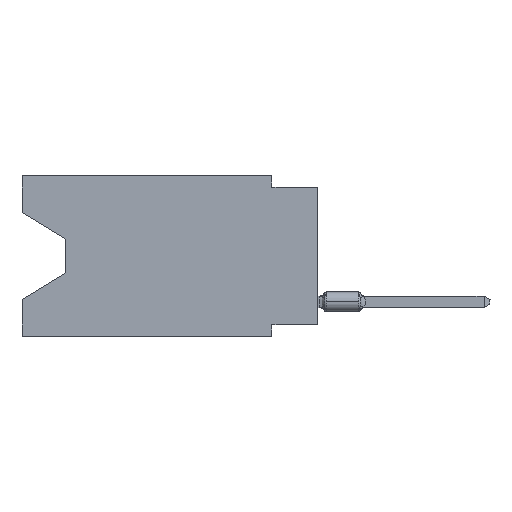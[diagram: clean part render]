
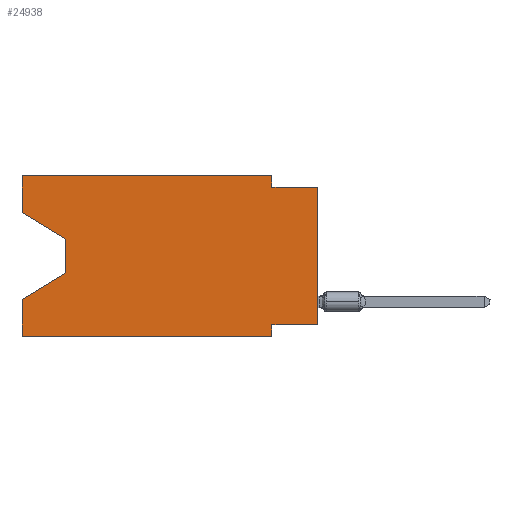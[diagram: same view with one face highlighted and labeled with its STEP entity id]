
A CAD part, left-side view. The second image highlights one B-rep face of the part: STEP entity #24938.
In plain terms, the highlighted planar face has unit normal (-1, 0, 0).
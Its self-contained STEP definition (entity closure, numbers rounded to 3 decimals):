
#72 = CARTESIAN_POINT ( 'NONE',  ( 0., 0., -8.255 ) ) ;
#762 = CARTESIAN_POINT ( 'NONE',  ( 0., 2.54, 0. ) ) ;
#849 = LINE ( 'NONE', #4137, #16257 ) ;
#1203 = DIRECTION ( 'NONE',  ( 0., 0., 1. ) ) ;
#2148 = ORIENTED_EDGE ( 'NONE', *, *, #3519, .T. ) ;
#3201 = CARTESIAN_POINT ( 'NONE',  ( 0., 0., -8.255 ) ) ;
#3364 = DIRECTION ( 'NONE',  ( 0., 0., 1. ) ) ;
#3453 = DIRECTION ( 'NONE',  ( 0., 0., -1. ) ) ;
#3519 = EDGE_CURVE ( 'NONE', #36144, #19667, #23499, .T. ) ;
#3739 = VERTEX_POINT ( 'NONE', #72 ) ;
#3783 = VECTOR ( 'NONE', #22984, 1000. ) ;
#4137 = CARTESIAN_POINT ( 'NONE',  ( 0., 16.383, 0. ) ) ;
#4484 = EDGE_CURVE ( 'NONE', #19915, #27237, #15974, .T. ) ;
#5358 = VERTEX_POINT ( 'NONE', #28390 ) ;
#5780 = LINE ( 'NONE', #18095, #39269 ) ;
#5882 = LINE ( 'NONE', #3201, #6641 ) ;
#6190 = CARTESIAN_POINT ( 'NONE',  ( 0., 16.383, -2.038 ) ) ;
#6560 = CARTESIAN_POINT ( 'NONE',  ( 0., 16.383, -8.89 ) ) ;
#6641 = VECTOR ( 'NONE', #25161, 1000. ) ;
#7190 = CARTESIAN_POINT ( 'NONE',  ( 0., 0., -0.635 ) ) ;
#7368 = CARTESIAN_POINT ( 'NONE',  ( 0., 16.383, 0. ) ) ;
#8048 = DIRECTION ( 'NONE',  ( 0., -0.855, -0.519 ) ) ;
#8343 = VERTEX_POINT ( 'NONE', #13021 ) ;
#9398 = VERTEX_POINT ( 'NONE', #6190 ) ;
#10213 = EDGE_CURVE ( 'NONE', #9398, #15505, #849, .T. ) ;
#10787 = VERTEX_POINT ( 'NONE', #29897 ) ;
#11547 = ORIENTED_EDGE ( 'NONE', *, *, #27467, .T. ) ;
#11570 = EDGE_LOOP ( 'NONE', ( #11547, #34654, #2148, #22418, #26428, #32240, #29458, #19524, #35330, #22735, #18336, #34886 ) ) ;
#12244 = DIRECTION ( 'NONE',  ( 0., 0., -1. ) ) ;
#12576 = EDGE_CURVE ( 'NONE', #27237, #29702, #29158, .T. ) ;
#13021 = CARTESIAN_POINT ( 'NONE',  ( 0., 16.383, -8.89 ) ) ;
#13841 = VECTOR ( 'NONE', #18142, 1000. ) ;
#14820 = DIRECTION ( 'NONE',  ( 0., 0., -1. ) ) ;
#15137 = FACE_OUTER_BOUND ( 'NONE', #11570, .T. ) ;
#15505 = VERTEX_POINT ( 'NONE', #25040 ) ;
#15974 = LINE ( 'NONE', #28291, #19603 ) ;
#16201 = DIRECTION ( 'NONE',  ( 0., -1., 0. ) ) ;
#16257 = VECTOR ( 'NONE', #18905, 1000. ) ;
#16268 = VECTOR ( 'NONE', #1203, 1000. ) ;
#16805 = LINE ( 'NONE', #7368, #16268 ) ;
#17392 = CARTESIAN_POINT ( 'NONE',  ( 0., 2.54, -0.635 ) ) ;
#17430 = DIRECTION ( 'NONE',  ( 0., -1., 0. ) ) ;
#17761 = CARTESIAN_POINT ( 'NONE',  ( 0., 13.97, -5.385 ) ) ;
#17884 = EDGE_CURVE ( 'NONE', #10787, #5358, #27306, .T. ) ;
#18095 = CARTESIAN_POINT ( 'NONE',  ( 0., 13.97, -3.505 ) ) ;
#18142 = DIRECTION ( 'NONE',  ( 0., 0.855, -0.519 ) ) ;
#18336 = ORIENTED_EDGE ( 'NONE', *, *, #21738, .F. ) ;
#18905 = DIRECTION ( 'NONE',  ( 0., 0., 1. ) ) ;
#19370 = LINE ( 'NONE', #31687, #28095 ) ;
#19524 = ORIENTED_EDGE ( 'NONE', *, *, #39492, .T. ) ;
#19603 = VECTOR ( 'NONE', #3453, 1000. ) ;
#19667 = VERTEX_POINT ( 'NONE', #29044 ) ;
#19915 = VERTEX_POINT ( 'NONE', #762 ) ;
#19963 = CARTESIAN_POINT ( 'NONE',  ( 0., 16.383, -2.038 ) ) ;
#21488 = LINE ( 'NONE', #33436, #38289 ) ;
#21738 = EDGE_CURVE ( 'NONE', #15505, #19915, #21488, .T. ) ;
#22310 = CARTESIAN_POINT ( 'NONE',  ( 0., 0., -0.635 ) ) ;
#22406 = VECTOR ( 'NONE', #8048, 1000. ) ;
#22418 = ORIENTED_EDGE ( 'NONE', *, *, #38265, .F. ) ;
#22735 = ORIENTED_EDGE ( 'NONE', *, *, #4484, .F. ) ;
#22984 = DIRECTION ( 'NONE',  ( 0., 0., -1. ) ) ;
#23499 = LINE ( 'NONE', #17761, #13841 ) ;
#24234 = CARTESIAN_POINT ( 'NONE',  ( 0., 2.54, -8.89 ) ) ;
#24542 = EDGE_CURVE ( 'NONE', #8343, #5358, #32013, .T. ) ;
#24938 = ADVANCED_FACE ( 'NONE', ( #15137 ), #40373, .F. ) ;
#25040 = CARTESIAN_POINT ( 'NONE',  ( 0., 16.383, 0. ) ) ;
#25161 = DIRECTION ( 'NONE',  ( 0., 1., 0. ) ) ;
#26428 = ORIENTED_EDGE ( 'NONE', *, *, #24542, .T. ) ;
#26978 = VECTOR ( 'NONE', #17430, 1000. ) ;
#27237 = VERTEX_POINT ( 'NONE', #17392 ) ;
#27306 = LINE ( 'NONE', #24234, #3783 ) ;
#27467 = EDGE_CURVE ( 'NONE', #9398, #34209, #31741, .T. ) ;
#28095 = VECTOR ( 'NONE', #3364, 1000. ) ;
#28291 = CARTESIAN_POINT ( 'NONE',  ( 0., 2.54, 0. ) ) ;
#28390 = CARTESIAN_POINT ( 'NONE',  ( 0., 2.54, -8.89 ) ) ;
#29044 = CARTESIAN_POINT ( 'NONE',  ( 0., 16.383, -6.852 ) ) ;
#29158 = LINE ( 'NONE', #7190, #26978 ) ;
#29458 = ORIENTED_EDGE ( 'NONE', *, *, #35633, .F. ) ;
#29702 = VERTEX_POINT ( 'NONE', #22310 ) ;
#29897 = CARTESIAN_POINT ( 'NONE',  ( 0., 2.54, -8.255 ) ) ;
#30249 = AXIS2_PLACEMENT_3D ( 'NONE', #37298, #36905, #12244 ) ;
#30882 = VECTOR ( 'NONE', #16201, 1000. ) ;
#31190 = CARTESIAN_POINT ( 'NONE',  ( 0., 13.97, -3.505 ) ) ;
#31687 = CARTESIAN_POINT ( 'NONE',  ( 0., 0., 0. ) ) ;
#31741 = LINE ( 'NONE', #19963, #22406 ) ;
#32013 = LINE ( 'NONE', #6560, #30882 ) ;
#32240 = ORIENTED_EDGE ( 'NONE', *, *, #17884, .F. ) ;
#33436 = CARTESIAN_POINT ( 'NONE',  ( 0., 16.383, 0. ) ) ;
#33638 = DIRECTION ( 'NONE',  ( 0., -1., 0. ) ) ;
#34209 = VERTEX_POINT ( 'NONE', #31190 ) ;
#34654 = ORIENTED_EDGE ( 'NONE', *, *, #39703, .T. ) ;
#34886 = ORIENTED_EDGE ( 'NONE', *, *, #10213, .F. ) ;
#35330 = ORIENTED_EDGE ( 'NONE', *, *, #12576, .F. ) ;
#35392 = CARTESIAN_POINT ( 'NONE',  ( 0., 13.97, -5.385 ) ) ;
#35633 = EDGE_CURVE ( 'NONE', #3739, #10787, #5882, .T. ) ;
#36144 = VERTEX_POINT ( 'NONE', #35392 ) ;
#36905 = DIRECTION ( 'NONE',  ( 1., 0., 0. ) ) ;
#37298 = CARTESIAN_POINT ( 'NONE',  ( 0., 16.383, 0. ) ) ;
#38265 = EDGE_CURVE ( 'NONE', #8343, #19667, #16805, .T. ) ;
#38289 = VECTOR ( 'NONE', #33638, 1000. ) ;
#39269 = VECTOR ( 'NONE', #14820, 1000. ) ;
#39492 = EDGE_CURVE ( 'NONE', #3739, #29702, #19370, .T. ) ;
#39703 = EDGE_CURVE ( 'NONE', #34209, #36144, #5780, .T. ) ;
#40373 = PLANE ( 'NONE',  #30249 ) ;
